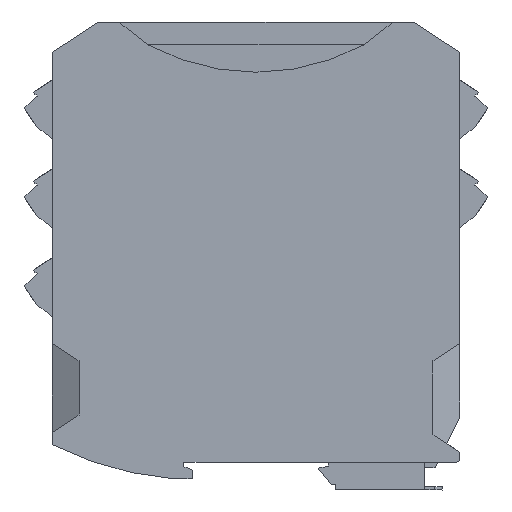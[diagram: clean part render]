
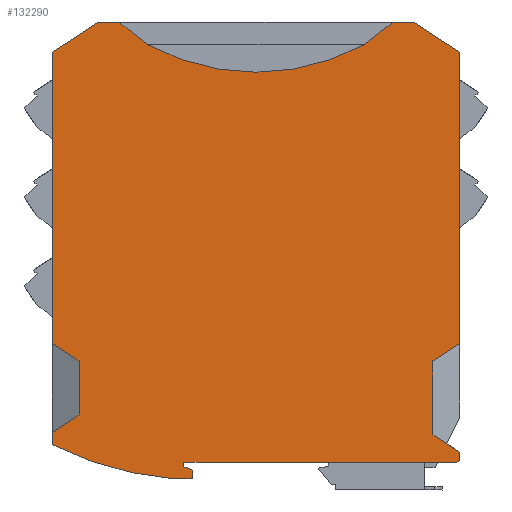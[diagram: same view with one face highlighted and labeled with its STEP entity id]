
A CAD part, left-side view. The second image highlights one B-rep face of the part: STEP entity #132290.
In plain terms, the highlighted planar face has unit normal (-1, 0, 0).
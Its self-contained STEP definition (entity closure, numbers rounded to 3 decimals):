
#16800=CARTESIAN_POINT('',(0.,0.731,
6.7));
#16810=VERTEX_POINT('',#16800);
#16860=CARTESIAN_POINT('',(0.,49.5,
-24.971));
#16870=DIRECTION('',(0.,-0.839,
0.545));
#16880=VECTOR('',#16870,1.);
#16890=LINE('',#16860,#16880);
#16900=CARTESIAN_POINT('',(0.,0.,
7.175));
#16910=VERTEX_POINT('',#16900);
#16920=EDGE_CURVE('',#16810,#16910,#16890,.T.);
#23950=CARTESIAN_POINT('',(0.,99.,
106.362));
#23960=VERTEX_POINT('',#23950);
#24010=CARTESIAN_POINT('',(0.,99.,
-45.7));
#24020=DIRECTION('',(0.,0.,-1.));
#24030=VECTOR('',#24020,1.);
#24040=LINE('',#24010,#24030);
#24050=CARTESIAN_POINT('',(0.,99.,
35.6));
#24060=VERTEX_POINT('',#24050);
#24070=EDGE_CURVE('',#23960,#24060,#24040,.T.);
#24290=CARTESIAN_POINT('',(0.,99.,
14.));
#24300=VERTEX_POINT('',#24290);
#24330=CARTESIAN_POINT('',(0.,99.,
-45.7));
#24340=DIRECTION('',(0.,0.,-1.));
#24350=VECTOR('',#24340,1.);
#24360=LINE('',#24330,#24350);
#24370=CARTESIAN_POINT('',(0.,99.,
11.008));
#24380=VERTEX_POINT('',#24370);
#24390=EDGE_CURVE('',#24300,#24380,#24360,.T.);
#27840=CARTESIAN_POINT('',(0.,67.,
5.7));
#27850=VERTEX_POINT('',#27840);
#28020=CARTESIAN_POINT('',(0.,65.,
4.767));
#28030=VERTEX_POINT('',#28020);
#28060=CARTESIAN_POINT('',(0.,49.5,
-2.46));
#28070=DIRECTION('',(0.,0.906,
0.423));
#28080=VECTOR('',#28070,1.);
#28090=LINE('',#28060,#28080);
#28100=EDGE_CURVE('',#28030,#27850,#28090,.T.);
#28400=CARTESIAN_POINT('',(0.,65.,
2.7));
#28410=VERTEX_POINT('',#28400);
#28440=CARTESIAN_POINT('',(0.,65.,
-45.7));
#28450=DIRECTION('',(0.,0.,1.));
#28460=VECTOR('',#28450,1.);
#28470=LINE('',#28440,#28460);
#28480=EDGE_CURVE('',#28410,#28030,#28470,.T.);
#29150=CARTESIAN_POINT('',(0.,92.5,
31.379));
#29160=VERTEX_POINT('',#29150);
#29200=CARTESIAN_POINT('',(0.,49.5,
3.454));
#29210=DIRECTION('',(0.,-0.839,
-0.545));
#29220=VECTOR('',#29210,1.);
#29230=LINE('',#29200,#29220);
#29240=EDGE_CURVE('',#24060,#29160,#29230,.T.);
#29450=CARTESIAN_POINT('',(0.,0.,
106.362));
#29460=VERTEX_POINT('',#29450);
#29790=CARTESIAN_POINT('',(0.,0.,
35.6));
#29800=VERTEX_POINT('',#29790);
#29830=CARTESIAN_POINT('',(0.,0.,
-45.7));
#29840=DIRECTION('',(0.,0.,-1.));
#29850=VECTOR('',#29840,1.);
#29860=LINE('',#29830,#29850);
#29870=EDGE_CURVE('',#29460,#29800,#29860,.T.);
#34520=CARTESIAN_POINT('',(0.,69.32,
2.7));
#34530=VERTEX_POINT('',#34520);
#34660=CARTESIAN_POINT('',(0.,63.,
82.45));
#34670=DIRECTION('',(1.,0.,0.));
#34680=DIRECTION('',(0.,-1.,0.));
#34690=AXIS2_PLACEMENT_3D('',#34660,#34670,#34680);
#34700=CIRCLE('',#34690,80.);
#34710=EDGE_CURVE('',#34530,#24380,#34700,.T.);
#34960=CARTESIAN_POINT('',(0.,49.5,
2.7));
#34970=DIRECTION('',(0.,-1.,0.));
#34980=VECTOR('',#34970,1.);
#34990=LINE('',#34960,#34980);
#35000=EDGE_CURVE('',#34530,#28410,#34990,.T.);
#37120=CARTESIAN_POINT('',(0.,0.,
-45.7));
#37130=DIRECTION('',(0.,0.,1.));
#37140=VECTOR('',#37130,1.);
#37150=LINE('',#37120,#37140);
#37160=CARTESIAN_POINT('',(0.,0.,
9.2));
#37170=VERTEX_POINT('',#37160);
#37180=EDGE_CURVE('',#16910,#37170,#37150,.T.);
#37410=CARTESIAN_POINT('',(0.,92.5,
18.221));
#37420=VERTEX_POINT('',#37410);
#37450=CARTESIAN_POINT('',(0.,49.5,
46.146));
#37460=DIRECTION('',(0.,0.839,
-0.545));
#37470=VECTOR('',#37460,1.);
#37480=LINE('',#37450,#37470);
#37490=EDGE_CURVE('',#37420,#24300,#37480,.T.);
#38940=CARTESIAN_POINT('',(0.,67.,
6.7));
#38950=VERTEX_POINT('',#38940);
#39000=CARTESIAN_POINT('',(0.,67.,
-45.7));
#39010=DIRECTION('',(0.,0.,1.));
#39020=VECTOR('',#39010,1.);
#39030=LINE('',#39000,#39020);
#39040=EDGE_CURVE('',#27850,#38950,#39030,.T.);
#39410=CARTESIAN_POINT('',(0.,92.5,
-45.7));
#39420=DIRECTION('',(0.,0.,-1.));
#39430=VECTOR('',#39420,1.);
#39440=LINE('',#39410,#39430);
#39450=EDGE_CURVE('',#29160,#37420,#39440,.T.);
#39940=CARTESIAN_POINT('',(0.,49.5,
6.7));
#39950=DIRECTION('',(0.,1.,0.));
#39960=VECTOR('',#39950,1.);
#39970=LINE('',#39940,#39960);
#39980=EDGE_CURVE('',#16810,#38950,#39970,.T.);
#40390=CARTESIAN_POINT('',(0.,6.5,
13.421));
#40400=VERTEX_POINT('',#40390);
#40430=CARTESIAN_POINT('',(0.,6.5,
-45.7));
#40440=DIRECTION('',(0.,0.,-1.));
#40450=VECTOR('',#40440,1.);
#40460=LINE('',#40430,#40450);
#40470=CARTESIAN_POINT('',(0.,6.5,
31.379));
#40480=VERTEX_POINT('',#40470);
#40490=EDGE_CURVE('',#40480,#40400,#40460,.T.);
#40900=CARTESIAN_POINT('',(0.,49.5,
3.454));
#40910=DIRECTION('',(0.,-0.839,
0.545));
#40920=VECTOR('',#40910,1.);
#40930=LINE('',#40900,#40920);
#40940=EDGE_CURVE('',#40480,#29800,#40930,.T.);
#41090=CARTESIAN_POINT('',(0.,49.5,
41.346));
#41100=DIRECTION('',(0.,0.839,
0.545));
#41110=VECTOR('',#41100,1.);
#41120=LINE('',#41090,#41110);
#41130=EDGE_CURVE('',#37170,#40400,#41120,.T.);
#41450=CARTESIAN_POINT('',(0.,82.826,
113.7));
#41460=VERTEX_POINT('',#41450);
#41490=CARTESIAN_POINT('',(0.,49.5,
113.7));
#41500=DIRECTION('',(0.,1.,0.));
#41510=VECTOR('',#41500,1.);
#41520=LINE('',#41490,#41510);
#41530=CARTESIAN_POINT('',(0.,87.7,
113.7));
#41540=VERTEX_POINT('',#41530);
#41550=EDGE_CURVE('',#41460,#41540,#41520,.T.);
#81560=CARTESIAN_POINT('',(0.,23.155,
108.25));
#81570=VERTEX_POINT('',#81560);
#81720=CARTESIAN_POINT('',(0.,75.85,
108.25));
#81730=VERTEX_POINT('',#81720);
#82400=CARTESIAN_POINT('',(0.,23.219,
108.2));
#82410=VERTEX_POINT('',#82400);
#82460=CARTESIAN_POINT('',(0.,49.5,
87.667));
#82470=DIRECTION('',(0.,-0.788,
0.616));
#82480=VECTOR('',#82470,1.);
#82490=LINE('',#82460,#82480);
#82500=EDGE_CURVE('',#82410,#81570,#82490,.T.);
#82710=CARTESIAN_POINT('',(0.,75.798,
108.209));
#82720=VERTEX_POINT('',#82710);
#82770=CARTESIAN_POINT('',(0.,49.5,
156.393));
#82780=DIRECTION('',(-1.,0.,0.));
#82790=DIRECTION('',(0.,-1.,0.));
#82800=AXIS2_PLACEMENT_3D('',#82770,#82780,#82790);
#82810=CIRCLE('',#82800,54.893);
#82820=EDGE_CURVE('',#82720,#82410,#82810,.T.);
#83020=CARTESIAN_POINT('',(0.,49.5,
87.663));
#83030=DIRECTION('',(0.,-0.788,
-0.616));
#83040=VECTOR('',#83030,1.);
#83050=LINE('',#83020,#83040);
#83060=EDGE_CURVE('',#81730,#82720,#83050,.T.);
#83270=CARTESIAN_POINT('',(0.,16.18,
113.7));
#83280=VERTEX_POINT('',#83270);
#83310=CARTESIAN_POINT('',(0.,49.5,
87.667));
#83320=DIRECTION('',(0.,0.788,
-0.616));
#83330=VECTOR('',#83320,1.);
#83340=LINE('',#83310,#83330);
#83350=EDGE_CURVE('',#83280,#81570,#83340,.T.);
#83380=CARTESIAN_POINT('',(0.,49.5,
87.663));
#83390=DIRECTION('',(0.,0.788,
0.616));
#83400=VECTOR('',#83390,1.);
#83410=LINE('',#83380,#83400);
#83420=EDGE_CURVE('',#81730,#41460,#83410,.T.);
#86800=CARTESIAN_POINT('',(0.,11.3,
113.7));
#86810=VERTEX_POINT('',#86800);
#86840=EDGE_CURVE('',#86810,#83280,#41520,.T.);
#126860=CARTESIAN_POINT('',(0.,49.5,
138.507));
#126870=DIRECTION('',(0.,0.839,
-0.545));
#126880=VECTOR('',#126870,1.);
#126890=LINE('',#126860,#126880);
#126900=EDGE_CURVE('',#41540,#23960,#126890,.T.);
#130460=CARTESIAN_POINT('',(0.,49.5,
138.507));
#130470=DIRECTION('',(0.,0.839,
0.545));
#130480=VECTOR('',#130470,1.);
#130490=LINE('',#130460,#130480);
#130500=EDGE_CURVE('',#29460,#86810,#130490,.T.);
#131960=CARTESIAN_POINT('',(0.,66.243,
62.585));
#131970=DIRECTION('',(-1.,0.,0.));
#131980=DIRECTION('',(0.,-1.,0.));
#131990=AXIS2_PLACEMENT_3D('',#131960,#131970,#131980);
#132000=PLANE('',#131990);
#132010=ORIENTED_EDGE('',*,*,#126900,.T.);
#132020=ORIENTED_EDGE('',*,*,#41550,.T.);
#132030=ORIENTED_EDGE('',*,*,#83420,.T.);
#132040=ORIENTED_EDGE('',*,*,#83060,.F.);
#132050=ORIENTED_EDGE('',*,*,#82820,.F.);
#132060=ORIENTED_EDGE('',*,*,#82500,.F.);
#132070=ORIENTED_EDGE('',*,*,#83350,.T.);
#132080=ORIENTED_EDGE('',*,*,#86840,.T.);
#132090=ORIENTED_EDGE('',*,*,#130500,.T.);
#132100=ORIENTED_EDGE('',*,*,#29870,.F.);
#132110=ORIENTED_EDGE('',*,*,#40940,.T.);
#132120=ORIENTED_EDGE('',*,*,#40490,.F.);
#132130=ORIENTED_EDGE('',*,*,#41130,.T.);
#132140=ORIENTED_EDGE('',*,*,#37180,.T.);
#132150=ORIENTED_EDGE('',*,*,#16920,.T.);
#132160=ORIENTED_EDGE('',*,*,#39980,.F.);
#132170=ORIENTED_EDGE('',*,*,#39040,.T.);
#132180=ORIENTED_EDGE('',*,*,#28100,.T.);
#132190=ORIENTED_EDGE('',*,*,#28480,.T.);
#132200=ORIENTED_EDGE('',*,*,#35000,.T.);
#132210=ORIENTED_EDGE('',*,*,#34710,.F.);
#132220=ORIENTED_EDGE('',*,*,#24390,.T.);
#132230=ORIENTED_EDGE('',*,*,#37490,.T.);
#132240=ORIENTED_EDGE('',*,*,#39450,.T.);
#132250=ORIENTED_EDGE('',*,*,#29240,.T.);
#132260=ORIENTED_EDGE('',*,*,#24070,.T.);
#132270=EDGE_LOOP('',(#132260,#132250,#132240,#132230,#132220,#132210,
#132200,#132190,#132180,#132170,#132160,#132150,#132140,#132130,#132120,
#132110,#132100,#132090,#132080,#132070,#132060,#132050,#132040,#132030,
#132020,#132010));
#132280=FACE_OUTER_BOUND('',#132270,.T.);
#132290=ADVANCED_FACE('',(#132280),#132000,.T.);
